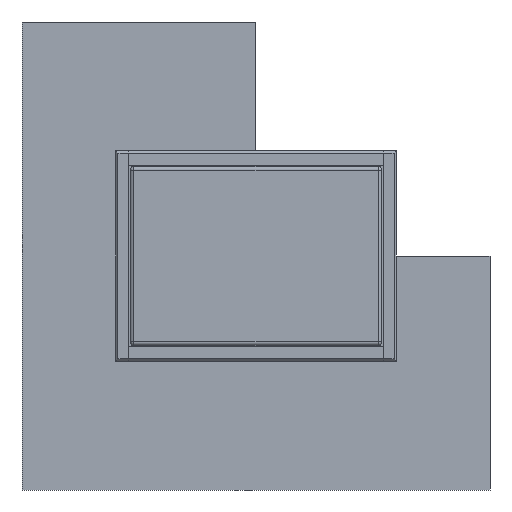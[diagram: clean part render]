
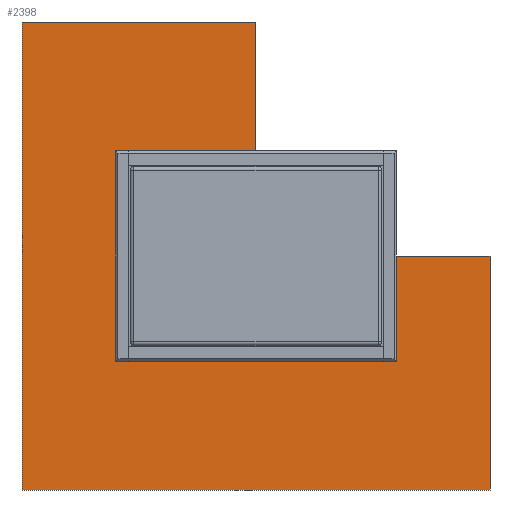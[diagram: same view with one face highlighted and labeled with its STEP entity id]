
A CAD part, front view. The second image highlights one B-rep face of the part: STEP entity #2398.
In plain terms, the highlighted planar face has unit normal (0, -1, 0).
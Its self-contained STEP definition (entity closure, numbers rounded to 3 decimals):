
#2398 = ADVANCED_FACE( '', ( #5001 ), #5002, .F. );
#5001 = FACE_OUTER_BOUND( '', #8032, .T. );
#5002 = PLANE( '', #8033 );
#8032 = EDGE_LOOP( '', ( #14711, #14712, #14713, #14714, #14715, #14716, #14717, #14718, #14719 ) );
#8033 = AXIS2_PLACEMENT_3D( '', #14720, #14721, #14722 );
#14711 = ORIENTED_EDGE( '', *, *, #20489, .T. );
#14712 = ORIENTED_EDGE( '', *, *, #18907, .T. );
#14713 = ORIENTED_EDGE( '', *, *, #20257, .T. );
#14714 = ORIENTED_EDGE( '', *, *, #19871, .T. );
#14715 = ORIENTED_EDGE( '', *, *, #20929, .T. );
#14716 = ORIENTED_EDGE( '', *, *, #20846, .T. );
#14717 = ORIENTED_EDGE( '', *, *, #18812, .T. );
#14718 = ORIENTED_EDGE( '', *, *, #20617, .T. );
#14719 = ORIENTED_EDGE( '', *, *, #20604, .T. );
#14720 = CARTESIAN_POINT( '', ( 0., 0., 0. ) );
#14721 = DIRECTION( '', ( 0., 1., 0. ) );
#14722 = DIRECTION( '', ( 0., 0., 1. ) );
#18812 = EDGE_CURVE( '', #23030, #23031, #23032, .T. );
#18907 = EDGE_CURVE( '', #23191, #23192, #23193, .T. );
#19871 = EDGE_CURVE( '', #24731, #24732, #24733, .T. );
#20257 = EDGE_CURVE( '', #23192, #24731, #25291, .T. );
#20489 = EDGE_CURVE( '', #25616, #23191, #25617, .T. );
#20604 = EDGE_CURVE( '', #25777, #25616, #25778, .T. );
#20617 = EDGE_CURVE( '', #23031, #25777, #25793, .T. );
#20846 = EDGE_CURVE( '', #26092, #23030, #26093, .T. );
#20929 = EDGE_CURVE( '', #24732, #26092, #26194, .T. );
#23030 = VERTEX_POINT( '', #28815 );
#23031 = VERTEX_POINT( '', #28816 );
#23032 = LINE( '', #28817, #28818 );
#23191 = VERTEX_POINT( '', #29050 );
#23192 = VERTEX_POINT( '', #29051 );
#23193 = LINE( '', #29052, #29053 );
#24731 = VERTEX_POINT( '', #31338 );
#24732 = VERTEX_POINT( '', #31339 );
#24733 = LINE( '', #31340, #31341 );
#25291 = LINE( '', #32178, #32179 );
#25616 = VERTEX_POINT( '', #32673 );
#25617 = CIRCLE( '', #32674, 8. );
#25777 = VERTEX_POINT( '', #32908 );
#25778 = LINE( '', #32909, #32910 );
#25793 = CIRCLE( '', #32929, 1. );
#26092 = VERTEX_POINT( '', #33383 );
#26093 = LINE( '', #33384, #33385 );
#26194 = LINE( '', #33545, #33546 );
#28815 = CARTESIAN_POINT( '', ( 20., 0., 0. ) );
#28816 = CARTESIAN_POINT( '', ( 11.4, 0., 0. ) );
#28817 = CARTESIAN_POINT( '', ( 20., 0., 0. ) );
#28818 = VECTOR( '', #35486, 1000. );
#29050 = CARTESIAN_POINT( '', ( 0., 0., 8. ) );
#29051 = CARTESIAN_POINT( '', ( 0., 0., 20. ) );
#29052 = CARTESIAN_POINT( '', ( 0., 0., 8. ) );
#29053 = VECTOR( '', #35581, 1000. );
#31338 = CARTESIAN_POINT( '', ( -20., 0., 20. ) );
#31339 = CARTESIAN_POINT( '', ( -20., 0., -20. ) );
#31340 = CARTESIAN_POINT( '', ( -20., 0., 20. ) );
#31341 = VECTOR( '', #36602, 1000. );
#32178 = CARTESIAN_POINT( '', ( 0., 0., 20. ) );
#32179 = VECTOR( '', #36988, 1000. );
#32673 = CARTESIAN_POINT( '', ( 8., 0., 0. ) );
#32674 = AXIS2_PLACEMENT_3D( '', #37216, #37217, #37218 );
#32908 = CARTESIAN_POINT( '', ( 9.4, 0., 0. ) );
#32909 = CARTESIAN_POINT( '', ( 9.4, 0., 0. ) );
#32910 = VECTOR( '', #37338, 1000. );
#32929 = AXIS2_PLACEMENT_3D( '', #37349, #37350, #37351 );
#33383 = CARTESIAN_POINT( '', ( 20., 0., -20. ) );
#33384 = CARTESIAN_POINT( '', ( 20., 0., -20. ) );
#33385 = VECTOR( '', #37546, 1000. );
#33545 = CARTESIAN_POINT( '', ( -20., 0., -20. ) );
#33546 = VECTOR( '', #37611, 1000. );
#35486 = DIRECTION( '', ( -1., 0., 0. ) );
#35581 = DIRECTION( '', ( 0., 0., 1. ) );
#36602 = DIRECTION( '', ( 0., 0., -1. ) );
#36988 = DIRECTION( '', ( -1., 0., 0. ) );
#37216 = CARTESIAN_POINT( '', ( 0., 0., 0. ) );
#37217 = DIRECTION( '', ( 0., 1., 0. ) );
#37218 = DIRECTION( '', ( 1., 0., 0. ) );
#37338 = DIRECTION( '', ( -1., 0., 0. ) );
#37349 = CARTESIAN_POINT( '', ( 10.4, 0., 0. ) );
#37350 = DIRECTION( '', ( 0., 1., 0. ) );
#37351 = DIRECTION( '', ( 1., 0., 0. ) );
#37546 = DIRECTION( '', ( 0., 0., 1. ) );
#37611 = DIRECTION( '', ( 1., 0., 0. ) );
